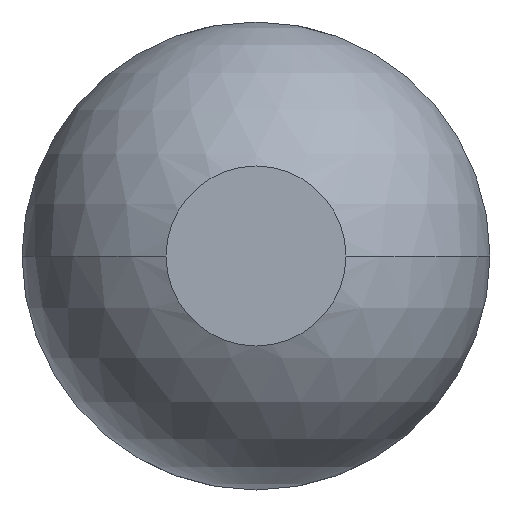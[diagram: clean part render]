
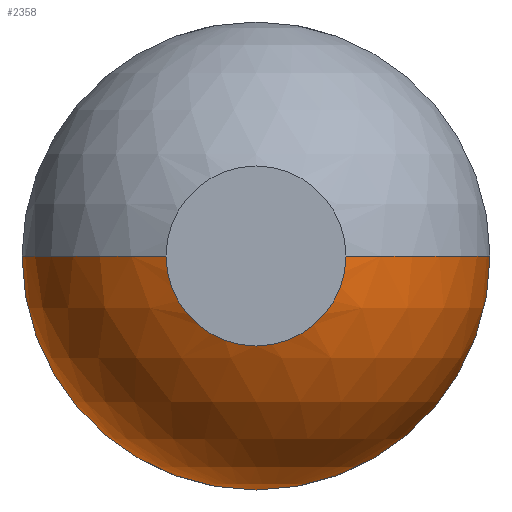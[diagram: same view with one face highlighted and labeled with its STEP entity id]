
A CAD part, front view. The second image highlights one B-rep face of the part: STEP entity #2358.
In plain terms, the highlighted spherical face has radius 0.39 mm.
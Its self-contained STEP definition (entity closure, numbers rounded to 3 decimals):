
#23 = DIRECTION ( 'NONE',  ( 0., 0., 1. ) ) ;
#132 = CARTESIAN_POINT ( 'NONE',  ( 0., -36.3, 0. ) ) ;
#199 = CARTESIAN_POINT ( 'NONE',  ( -0.15, -36.3, 0. ) ) ;
#213 = AXIS2_PLACEMENT_3D ( 'NONE', #2610, #2620, #1705 ) ;
#327 = DIRECTION ( 'NONE',  ( 0., -1., 0. ) ) ;
#392 = VERTEX_POINT ( 'NONE', #3186 ) ;
#442 = DIRECTION ( 'NONE',  ( 0., 0., -1. ) ) ;
#467 = ORIENTED_EDGE ( 'NONE', *, *, #3288, .F. ) ;
#616 = DIRECTION ( 'NONE',  ( 1., 0., 0. ) ) ;
#639 = VERTEX_POINT ( 'NONE', #2253 ) ;
#763 = CARTESIAN_POINT ( 'NONE',  ( 0., -35.94, 0. ) ) ;
#783 = ORIENTED_EDGE ( 'NONE', *, *, #3714, .F. ) ;
#815 = ORIENTED_EDGE ( 'NONE', *, *, #2834, .F. ) ;
#823 = CARTESIAN_POINT ( 'NONE',  ( -0.39, -35.94, 0. ) ) ;
#847 = CIRCLE ( 'NONE', #3214, 0.15 ) ;
#886 = CARTESIAN_POINT ( 'NONE',  ( 0., -35.94, 0. ) ) ;
#908 = DIRECTION ( 'NONE',  ( 0., 0., -1. ) ) ;
#953 = CIRCLE ( 'NONE', #2666, 0.15 ) ;
#1277 = VERTEX_POINT ( 'NONE', #3362 ) ;
#1313 = CARTESIAN_POINT ( 'NONE',  ( 0., -35.94, 0. ) ) ;
#1323 = SPHERICAL_SURFACE ( 'NONE', #3555, 0.39 ) ;
#1328 = EDGE_CURVE ( 'NONE', #392, #1513, #3816, .T. ) ;
#1502 = CARTESIAN_POINT ( 'NONE',  ( 0., -35.94, 0. ) ) ;
#1510 = EDGE_CURVE ( 'Defeature ausgef�hrt1_5+Defeature ausgef�hrt1_4+Defeature ausgef�hrt1_4+Defeature ausgef�hrt1_4', #639, #2747, #2280, .T. ) ;
#1513 = VERTEX_POINT ( 'NONE', #3241 ) ;
#1598 = DIRECTION ( 'NONE',  ( 0., 0., -1. ) ) ;
#1705 = DIRECTION ( 'NONE',  ( 0., 0., 1. ) ) ;
#2061 = CIRCLE ( 'NONE', #3630, 0.39 ) ;
#2114 = CARTESIAN_POINT ( 'NONE',  ( 0., -36.3, 0. ) ) ;
#2253 = CARTESIAN_POINT ( 'NONE',  ( 0., -35.94, -0.39 ) ) ;
#2280 = CIRCLE ( 'NONE', #2916, 0.39 ) ;
#2358 = ADVANCED_FACE ( 'Defeature ausgef�hrt1_4', ( #3264 ), #1323, .T. ) ;
#2485 = EDGE_LOOP ( 'NONE', ( #783, #3824, #3132, #815, #3168, #467 ) ) ;
#2491 = DIRECTION ( 'NONE',  ( -1., 0., 0. ) ) ;
#2502 = DIRECTION ( 'NONE',  ( 0., -1., 0. ) ) ;
#2610 = CARTESIAN_POINT ( 'NONE',  ( 0., -35.94, 0. ) ) ;
#2620 = DIRECTION ( 'NONE',  ( 0., 1., 0. ) ) ;
#2666 = AXIS2_PLACEMENT_3D ( 'NONE', #132, #2502, #442 ) ;
#2679 = VERTEX_POINT ( 'NONE', #199 ) ;
#2747 = VERTEX_POINT ( 'NONE', #823 ) ;
#2834 = EDGE_CURVE ( 'Defeature ausgef�hrt1_5+Defeature ausgef�hrt1_4+Defeature ausgef�hrt1_4+Defeature ausgef�hrt1_4', #1513, #639, #2849, .T. ) ;
#2849 = CIRCLE ( 'NONE', #213, 0.39 ) ;
#2916 = AXIS2_PLACEMENT_3D ( 'NONE', #886, #2933, #23 ) ;
#2933 = DIRECTION ( 'NONE',  ( 0., 1., 0. ) ) ;
#2997 = DIRECTION ( 'NONE',  ( 0., 0., -1. ) ) ;
#3105 = DIRECTION ( 'NONE',  ( 1., 0., 0. ) ) ;
#3132 = ORIENTED_EDGE ( 'NONE', *, *, #1510, .F. ) ;
#3168 = ORIENTED_EDGE ( 'NONE', *, *, #1328, .F. ) ;
#3186 = CARTESIAN_POINT ( 'NONE',  ( 0.15, -36.3, 0. ) ) ;
#3214 = AXIS2_PLACEMENT_3D ( 'NONE', #2114, #327, #2997 ) ;
#3241 = CARTESIAN_POINT ( 'NONE',  ( 0.39, -35.94, 0. ) ) ;
#3264 = FACE_OUTER_BOUND ( 'NONE', #2485, .T. ) ;
#3288 = EDGE_CURVE ( 'Defeature ausgef�hrt1_11+Defeature ausgef�hrt1_4+Defeature ausgef�hrt1_4+Defeature ausgef�hrt1_4', #1277, #392, #953, .T. ) ;
#3362 = CARTESIAN_POINT ( 'NONE',  ( 0., -36.3, -0.15 ) ) ;
#3412 = DIRECTION ( 'NONE',  ( 0., 0., 1. ) ) ;
#3555 = AXIS2_PLACEMENT_3D ( 'NONE', #1502, #908, #616 ) ;
#3630 = AXIS2_PLACEMENT_3D ( 'NONE', #1313, #1598, #2491 ) ;
#3714 = EDGE_CURVE ( 'Defeature ausgef�hrt1_11+Defeature ausgef�hrt1_4+Defeature ausgef�hrt1_4+Defeature ausgef�hrt1_4', #2679, #1277, #847, .T. ) ;
#3783 = EDGE_CURVE ( 'NONE', #2679, #2747, #2061, .T. ) ;
#3816 = CIRCLE ( 'NONE', #3845, 0.39 ) ;
#3824 = ORIENTED_EDGE ( 'NONE', *, *, #3783, .T. ) ;
#3845 = AXIS2_PLACEMENT_3D ( 'NONE', #763, #3412, #3105 ) ;
